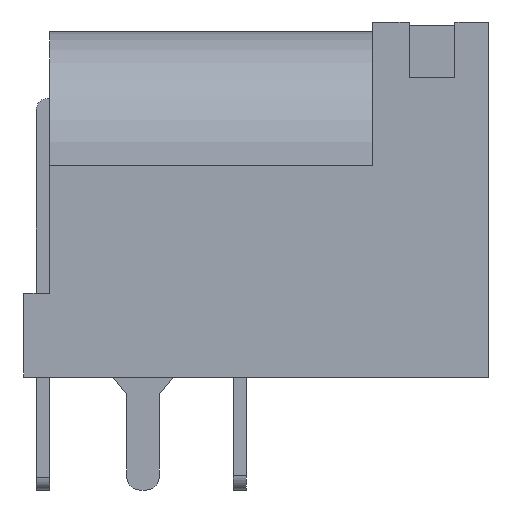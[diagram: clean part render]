
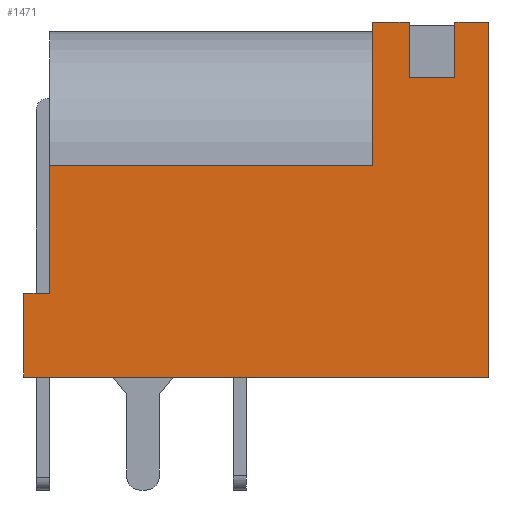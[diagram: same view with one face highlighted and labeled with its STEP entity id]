
A CAD part, left-side view. The second image highlights one B-rep face of the part: STEP entity #1471.
In plain terms, the highlighted planar face has unit normal (-1, 0, 0).
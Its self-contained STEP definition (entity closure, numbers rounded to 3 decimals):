
#83=LINE('',#2026,#208);
#87=LINE('',#2034,#212);
#89=LINE('',#2038,#214);
#92=LINE('',#2043,#217);
#94=LINE('',#2047,#219);
#97=LINE('',#2053,#222);
#100=LINE('',#2059,#225);
#103=LINE('',#2064,#228);
#104=LINE('',#2066,#229);
#118=LINE('',#2105,#243);
#120=LINE('',#2109,#245);
#121=LINE('',#2111,#246);
#208=VECTOR('',#1722,1000.);
#212=VECTOR('',#1728,1000.);
#214=VECTOR('',#1732,1000.);
#217=VECTOR('',#1737,1000.);
#219=VECTOR('',#1741,1000.);
#222=VECTOR('',#1746,1000.);
#225=VECTOR('',#1751,1000.);
#228=VECTOR('',#1756,1000.);
#229=VECTOR('',#1759,1000.);
#243=VECTOR('',#1797,1000.);
#245=VECTOR('',#1801,1000.);
#246=VECTOR('',#1802,1000.);
#497=ORIENTED_EDGE('',*,*,#678,.T.);
#498=ORIENTED_EDGE('',*,*,#675,.T.);
#499=ORIENTED_EDGE('',*,*,#672,.F.);
#500=ORIENTED_EDGE('',*,*,#669,.F.);
#501=ORIENTED_EDGE('',*,*,#667,.T.);
#502=ORIENTED_EDGE('',*,*,#664,.F.);
#503=ORIENTED_EDGE('',*,*,#662,.F.);
#504=ORIENTED_EDGE('',*,*,#698,.F.);
#505=ORIENTED_EDGE('',*,*,#700,.T.);
#506=ORIENTED_EDGE('',*,*,#701,.T.);
#507=ORIENTED_EDGE('',*,*,#679,.F.);
#508=ORIENTED_EDGE('',*,*,#658,.T.);
#658=EDGE_CURVE('',#785,#787,#83,.T.);
#662=EDGE_CURVE('',#790,#791,#87,.T.);
#664=EDGE_CURVE('',#791,#792,#89,.T.);
#667=EDGE_CURVE('',#793,#792,#92,.T.);
#669=EDGE_CURVE('',#793,#794,#94,.T.);
#672=EDGE_CURVE('',#794,#796,#97,.T.);
#675=EDGE_CURVE('',#798,#796,#100,.T.);
#678=EDGE_CURVE('',#787,#798,#103,.T.);
#679=EDGE_CURVE('',#785,#799,#104,.T.);
#698=EDGE_CURVE('',#812,#790,#118,.T.);
#700=EDGE_CURVE('',#812,#813,#120,.T.);
#701=EDGE_CURVE('',#813,#799,#121,.T.);
#785=VERTEX_POINT('',#2021);
#787=VERTEX_POINT('',#2025);
#790=VERTEX_POINT('',#2033);
#791=VERTEX_POINT('',#2035);
#792=VERTEX_POINT('',#2039);
#793=VERTEX_POINT('',#2044);
#794=VERTEX_POINT('',#2048);
#796=VERTEX_POINT('',#2054);
#798=VERTEX_POINT('',#2060);
#799=VERTEX_POINT('',#2067);
#812=VERTEX_POINT('',#2106);
#813=VERTEX_POINT('',#2110);
#901=EDGE_LOOP('',(#497,#498,#499,#500,#501,#502,#503,#504,#505,#506,#507,
#508));
#965=FACE_BOUND('',#901,.T.);
#1015=PLANE('',#1553);
#1471=ADVANCED_FACE('',(#965),#1015,.F.);
#1553=AXIS2_PLACEMENT_3D('',#2108,#1799,#1800);
#1722=DIRECTION('',(0.,0.,-1.));
#1728=DIRECTION('',(0.,-1.,0.));
#1732=DIRECTION('',(0.,0.,1.));
#1737=DIRECTION('',(0.,1.,0.));
#1741=DIRECTION('',(0.,0.,1.));
#1746=DIRECTION('',(0.,-1.,0.));
#1751=DIRECTION('',(0.,0.,1.));
#1756=DIRECTION('',(0.,1.,0.));
#1759=DIRECTION('',(0.,-1.,0.));
#1797=DIRECTION('',(0.,0.,1.));
#1799=DIRECTION('',(1.,0.,0.));
#1800=DIRECTION('',(0.,0.,-1.));
#1801=DIRECTION('',(0.,-1.,0.));
#1802=DIRECTION('',(0.,0.,1.));
#2021=CARTESIAN_POINT('',(-4.5,1.036,11.));
#2025=CARTESIAN_POINT('',(-4.5,1.036,9.285));
#2026=CARTESIAN_POINT('',(-4.5,1.036,0.));
#2033=CARTESIAN_POINT('',(-4.5,14.4,2.595));
#2034=CARTESIAN_POINT('',(-4.5,14.4,2.595));
#2035=CARTESIAN_POINT('',(-4.5,13.595,2.595));
#2038=CARTESIAN_POINT('',(-4.5,13.595,0.));
#2039=CARTESIAN_POINT('',(-4.5,13.595,6.568));
#2043=CARTESIAN_POINT('',(-4.5,3.582,6.568));
#2044=CARTESIAN_POINT('',(-4.5,3.582,6.568));
#2047=CARTESIAN_POINT('',(-4.5,3.582,0.));
#2048=CARTESIAN_POINT('',(-4.5,3.582,11.));
#2053=CARTESIAN_POINT('',(-4.5,14.4,11.));
#2054=CARTESIAN_POINT('',(-4.5,2.457,11.));
#2059=CARTESIAN_POINT('',(-4.5,2.457,0.));
#2060=CARTESIAN_POINT('',(-4.5,2.457,9.285));
#2064=CARTESIAN_POINT('',(-4.5,1.036,9.285));
#2066=CARTESIAN_POINT('',(-4.5,14.4,11.));
#2067=CARTESIAN_POINT('',(-4.5,0.,11.));
#2105=CARTESIAN_POINT('',(-4.5,14.4,0.));
#2106=CARTESIAN_POINT('',(-4.5,14.4,0.));
#2108=CARTESIAN_POINT('',(-4.5,14.4,0.));
#2109=CARTESIAN_POINT('',(-4.5,14.4,0.));
#2110=CARTESIAN_POINT('',(-4.5,0.,0.));
#2111=CARTESIAN_POINT('',(-4.5,0.,0.));
